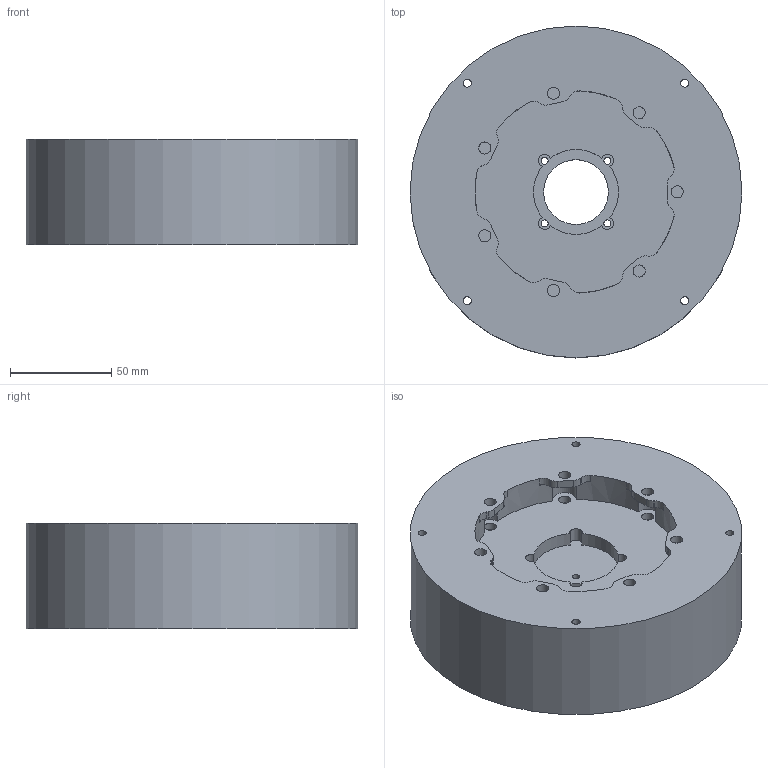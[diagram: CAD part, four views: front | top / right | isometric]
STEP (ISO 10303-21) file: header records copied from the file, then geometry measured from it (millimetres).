
FILE_DESCRIPTION(/* description */ ('STEP AP242','CAx-IF Rec.Pracs.---Representation and Presentation of Product Manufacturing Information (PMI)---4.0---2014-10-13','CAx-IF Rec.Pracs.---3D Tessellated Geometry---0.4---2014-09-14','2;1'),/* implementation_level */ '2;1');
FILE_NAME(/* name */ 'Nema 17 Gear box Assem - bottom of the gear box 17',/* time_stamp */ '2025-10-25T23:08:36Z',/* author */ (''),/* organization */ (''),/* preprocessor_version */ 'ST-DEVELOPER v20',/* originating_system */ 'ONSHAPE BY PTC INC, 1.205',/* authorisation */ ' ');
FILE_SCHEMA (('AP242_MANAGED_MODEL_BASED_3D_ENGINEERING_MIM_LF { 1 0 10303 442 1 1 4 }'));
Length unit declared in the file: metre
Products named in the file (1): bottom of the gear box 17
Bounding box: 164 x 164 x 52 mm (x, y, z)
Volume: 647625.3 mm3; surface area: 116979.1 mm2
Topology: 1 solids, 1 shells, 115 faces, 314 edges, 211 vertices
Faces by surface type: cylinder 75, plane 40
Full cylindrical faces by diameter (mm): 3.5 x4, 4 x4, 6 x14, 32 x1, 140 x1, 164 x1
Entity records: 4391 total; most frequent: DIRECTION 680, CARTESIAN_POINT 606, ORIENTED_EDGE 568, EDGE_CURVE 284, AXIS2_PLACEMENT_3D 280, VERTEX_POINT 206, EDGE_LOOP 182, FACE_BOUND 182
